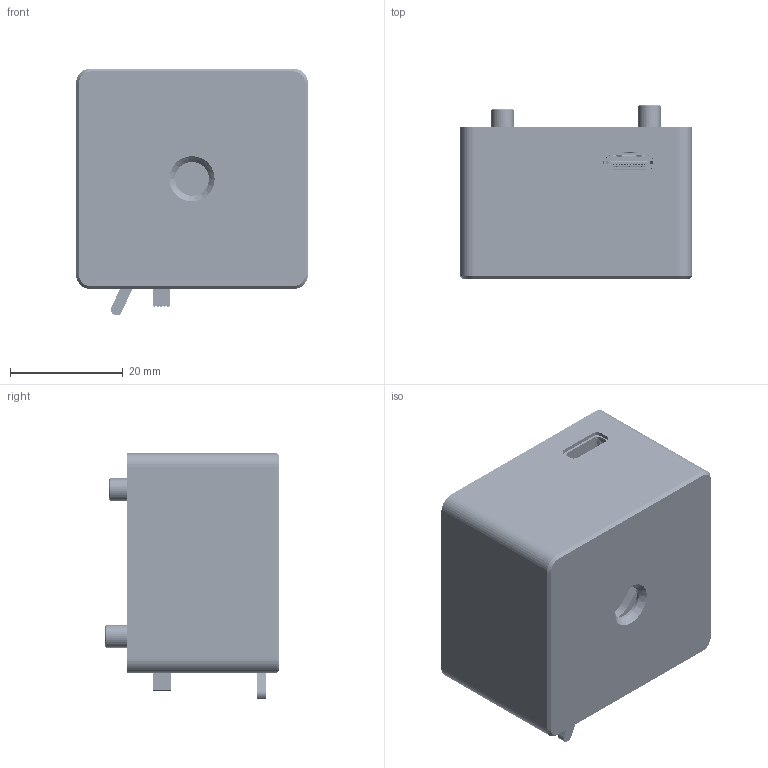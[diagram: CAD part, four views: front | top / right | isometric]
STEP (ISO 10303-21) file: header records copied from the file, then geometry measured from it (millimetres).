
FILE_DESCRIPTION(/* description */ (''),/* implementation_level */ '2;1');
FILE_NAME(/* name */ 'Kipo STEP.step',/* time_stamp */ '2023-10-12T09:29:36+03:00',/* author */ (''),/* organization */ (''),/* preprocessor_version */ 'ST-DEVELOPER v20',/* originating_system */ 'Autodesk Translation Framework v12.14.0.127',/* authorisation */ '');
FILE_SCHEMA (('AUTOMOTIVE_DESIGN { 1 0 10303 214 3 1 1 }'));
Products named in the file (18): !assembly stepui export; Kipo2; KIpo3; USB Connector Type C female v1; Kipo1; Kipo4; KIpo5; KIpo6; KIpo7; KIpo8; KIpo9; KIpo10; KIpo11; KIpo12; KIpo13; KIpo14; KIpo15; KIpo16
Assembly tree (22 placements, depth 3):
  !assembly stepui export
    Kipo2
    KIpo3
      USB Connector Type C female v1
    Kipo1
    Kipo4
    KIpo5
    KIpo6
    KIpo7
    KIpo8
    KIpo9
    KIpo10
    KIpo11
    KIpo12
    KIpo13
    KIpo14  x4
    KIpo15  x2
    KIpo16  x2
Bounding box: 41 x 30.94 x 43.67 mm (x, y, z)
Volume: 25037.3 mm3; surface area: 26054.6 mm2
Topology: 57 solids, 57 shells, 3275 faces, 9049 edges, 5915 vertices
Faces by surface type: plane 2011, cylinder 822, bspline 298, cone 114, torus 28, sphere 2
Full cylindrical faces by diameter (mm): 0.4 x4, 1 x3, 1.1 x3, 1.48 x196, 1.6 x6, 1.623 x8, 1.9 x1, 1.915 x8, 1.994 x2, 2 x194, 2.075 x3, 2.2 x9, 2.5 x14, 2.6 x2, 2.7 x1, 2.794 x2, 2.9 x1, 3.1 x2, 3.332 x1, 3.5 x2, 3.529 x1, 3.73 x1, 3.8 x4, 3.927 x1, 4 x4, 4.2 x6, 4.48 x1, 4.53 x1, 4.991 x2, 5 x6
Entity records: 107051 total; most frequent: CARTESIAN_POINT 35595, ORIENTED_EDGE 15650, DIRECTION 12984, EDGE_CURVE 7825, LINE 5908, VECTOR 5908, VERTEX_POINT 5123, AXIS2_PLACEMENT_3D 3538
